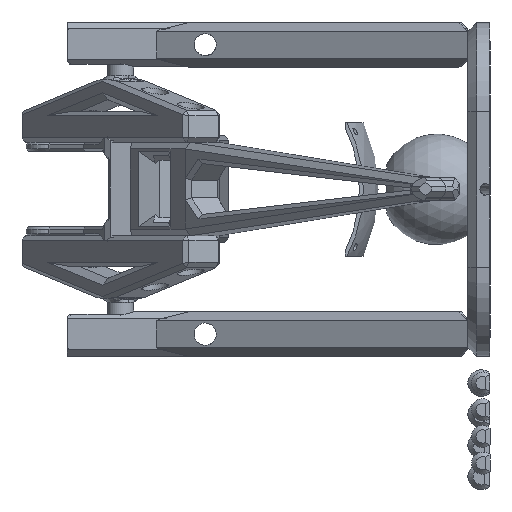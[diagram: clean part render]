
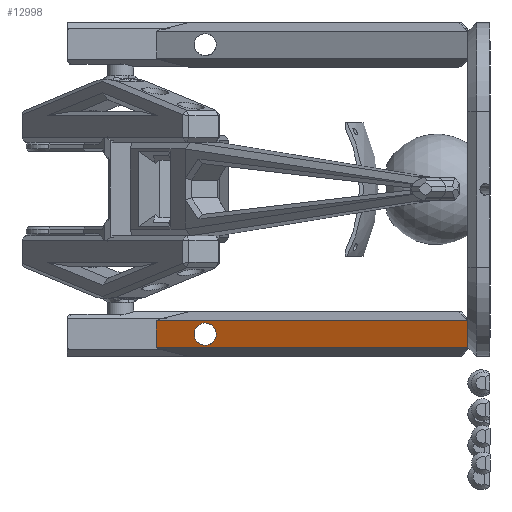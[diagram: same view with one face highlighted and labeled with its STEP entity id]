
A CAD part, left-side view. The second image highlights one B-rep face of the part: STEP entity #12998.
In plain terms, the highlighted planar face has unit normal (-0.89, 0.455, 0).
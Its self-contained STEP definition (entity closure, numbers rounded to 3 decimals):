
#147=ELLIPSE('',#14176,2.808,2.5);
#432=FACE_BOUND('',#5429,.T.);
#1833=LINE('',#23862,#3264);
#1864=LINE('',#23951,#3295);
#1869=LINE('',#23961,#3300);
#1870=LINE('',#23962,#3301);
#3264=VECTOR('',#17041,10.);
#3295=VECTOR('',#17128,10.);
#3300=VECTOR('',#17139,10.);
#3301=VECTOR('',#17140,10.);
#3952=PLANE('',#14175);
#4636=FACE_OUTER_BOUND('',#5428,.T.);
#5428=EDGE_LOOP('',(#11658,#11659,#11660,#11661));
#5429=EDGE_LOOP('',(#11662));
#6612=VERTEX_POINT('',#23859);
#6613=VERTEX_POINT('',#23861);
#6643=VERTEX_POINT('',#23950);
#6645=VERTEX_POINT('',#23960);
#6646=VERTEX_POINT('',#23963);
#8303=EDGE_CURVE('',#6612,#6613,#1833,.T.);
#8347=EDGE_CURVE('',#6643,#6613,#1864,.T.);
#8352=EDGE_CURVE('',#6612,#6645,#1869,.T.);
#8353=EDGE_CURVE('',#6645,#6643,#1870,.T.);
#8354=EDGE_CURVE('',#6646,#6646,#147,.T.);
#11658=ORIENTED_EDGE('',*,*,#8347,.T.);
#11659=ORIENTED_EDGE('',*,*,#8303,.F.);
#11660=ORIENTED_EDGE('',*,*,#8352,.T.);
#11661=ORIENTED_EDGE('',*,*,#8353,.T.);
#11662=ORIENTED_EDGE('',*,*,#8354,.F.);
#12998=ADVANCED_FACE('',(#4636,#432),#3952,.F.);
#14175=AXIS2_PLACEMENT_3D('',#23959,#17137,#17138);
#14176=AXIS2_PLACEMENT_3D('',#23964,#17141,#17142);
#17041=DIRECTION('',(0.,0.,1.));
#17128=DIRECTION('',(0.455,0.89,0.));
#17137=DIRECTION('center_axis',(0.89,-0.455,0.));
#17138=DIRECTION('ref_axis',(0.455,0.89,0.));
#17139=DIRECTION('',(-0.455,-0.89,0.));
#17140=DIRECTION('',(0.,0.,1.));
#17141=DIRECTION('center_axis',(-0.89,0.455,0.));
#17142=DIRECTION('ref_axis',(-0.455,-0.89,0.));
#23859=CARTESIAN_POINT('',(72.,75.,-73.));
#23861=CARTESIAN_POINT('',(72.,75.,-67.));
#23862=CARTESIAN_POINT('',(72.,75.,-75.));
#23950=CARTESIAN_POINT('',(36.2,5.,-67.));
#23951=CARTESIAN_POINT('',(45.15,22.5,-67.));
#23959=CARTESIAN_POINT('Origin',(36.2,5.,-75.));
#23960=CARTESIAN_POINT('',(36.2,5.,-73.));
#23961=CARTESIAN_POINT('',(45.15,22.5,-73.));
#23962=CARTESIAN_POINT('',(36.2,5.,-75.));
#23963=CARTESIAN_POINT('',(66.374,64.,-72.5));
#23964=CARTESIAN_POINT('Origin',(66.374,64.,-70.));
